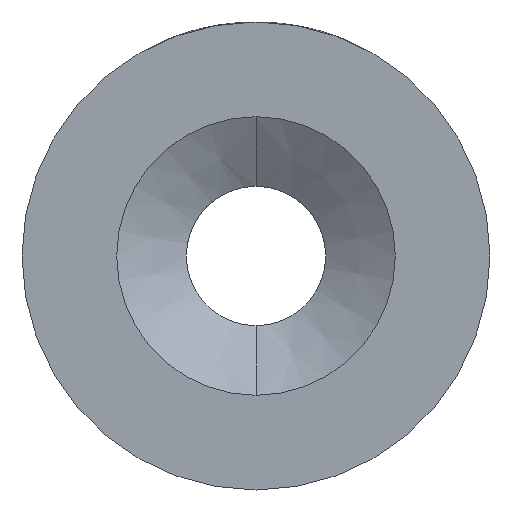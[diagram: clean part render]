
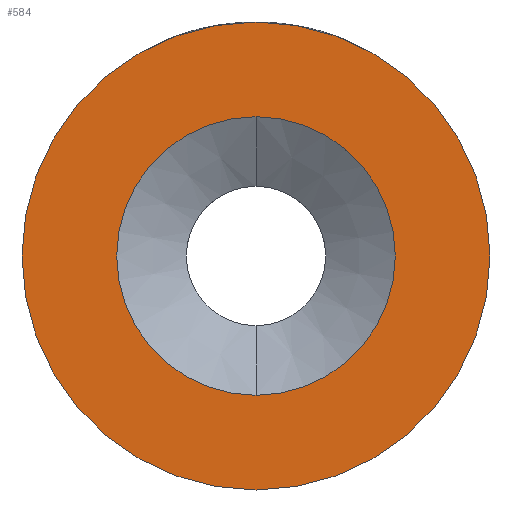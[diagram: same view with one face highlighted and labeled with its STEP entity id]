
A CAD part, front view. The second image highlights one B-rep face of the part: STEP entity #584.
In plain terms, the highlighted planar face has unit normal (0, -1, 0).
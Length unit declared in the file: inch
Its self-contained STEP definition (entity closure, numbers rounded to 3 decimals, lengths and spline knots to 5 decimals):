
#57 = EDGE_CURVE ( 'NONE', #73, #502, #804, .T. ) ;
#64 = ORIENTED_EDGE ( 'NONE', *, *, #767, .F. ) ;
#73 = VERTEX_POINT ( 'NONE', #687 ) ;
#87 = ORIENTED_EDGE ( 'NONE', *, *, #57, .F. ) ;
#101 = EDGE_LOOP ( 'NONE', ( #722, #64 ) ) ;
#141 = AXIS2_PLACEMENT_3D ( 'NONE', #680, #664, #657 ) ;
#148 = EDGE_CURVE ( 'NONE', #747, #567, #844, .T. ) ;
#149 = CARTESIAN_POINT ( 'NONE',  ( 0., 0., 0. ) ) ;
#152 = AXIS2_PLACEMENT_3D ( 'NONE', #681, #678, #675 ) ;
#203 = CIRCLE ( 'NONE', #141, 0.125 ) ;
#224 = DIRECTION ( 'NONE',  ( 0., 0., 1. ) ) ;
#266 = DIRECTION ( 'NONE',  ( 0., 0., 1. ) ) ;
#268 = FACE_OUTER_BOUND ( 'NONE', #101, .T. ) ;
#271 = DIRECTION ( 'NONE',  ( 0., 1., 0. ) ) ;
#272 = CARTESIAN_POINT ( 'NONE',  ( 0., 0., 0.125 ) ) ;
#273 = CARTESIAN_POINT ( 'NONE',  ( 0., 0., 0. ) ) ;
#309 = EDGE_CURVE ( 'NONE', #502, #73, #203, .T. ) ;
#355 = ORIENTED_EDGE ( 'NONE', *, *, #309, .F. ) ;
#384 = CIRCLE ( 'NONE', #645, 0.21 ) ;
#443 = CARTESIAN_POINT ( 'NONE',  ( 0., 0., -0.21 ) ) ;
#502 = VERTEX_POINT ( 'NONE', #272 ) ;
#520 = DIRECTION ( 'NONE',  ( 0., 0., 1. ) ) ;
#529 = DIRECTION ( 'NONE',  ( 0., 1., 0. ) ) ;
#536 = PLANE ( 'NONE',  #602 ) ;
#567 = VERTEX_POINT ( 'NONE', #708 ) ;
#584 = ADVANCED_FACE ( 'NONE', ( #598, #268 ), #536, .F. ) ;
#598 = FACE_BOUND ( 'NONE', #625, .T. ) ;
#602 = AXIS2_PLACEMENT_3D ( 'NONE', #773, #529, #520 ) ;
#625 = EDGE_LOOP ( 'NONE', ( #87, #355 ) ) ;
#627 = DIRECTION ( 'NONE',  ( 0., 1., 0. ) ) ;
#645 = AXIS2_PLACEMENT_3D ( 'NONE', #149, #627, #224 ) ;
#657 = DIRECTION ( 'NONE',  ( 0., 0., -1. ) ) ;
#664 = DIRECTION ( 'NONE',  ( 0., -1., 0. ) ) ;
#675 = DIRECTION ( 'NONE',  ( 0., 0., -1. ) ) ;
#678 = DIRECTION ( 'NONE',  ( 0., -1., 0. ) ) ;
#680 = CARTESIAN_POINT ( 'NONE',  ( 0., 0., 0. ) ) ;
#681 = CARTESIAN_POINT ( 'NONE',  ( 0., 0., 0. ) ) ;
#687 = CARTESIAN_POINT ( 'NONE',  ( 0., 0., -0.125 ) ) ;
#708 = CARTESIAN_POINT ( 'NONE',  ( 0., 0., 0.21 ) ) ;
#722 = ORIENTED_EDGE ( 'NONE', *, *, #148, .F. ) ;
#747 = VERTEX_POINT ( 'NONE', #443 ) ;
#767 = EDGE_CURVE ( 'NONE', #567, #747, #384, .T. ) ;
#773 = CARTESIAN_POINT ( 'NONE',  ( 0., 0., 0. ) ) ;
#804 = CIRCLE ( 'NONE', #152, 0.125 ) ;
#824 = AXIS2_PLACEMENT_3D ( 'NONE', #273, #271, #266 ) ;
#844 = CIRCLE ( 'NONE', #824, 0.21 ) ;
